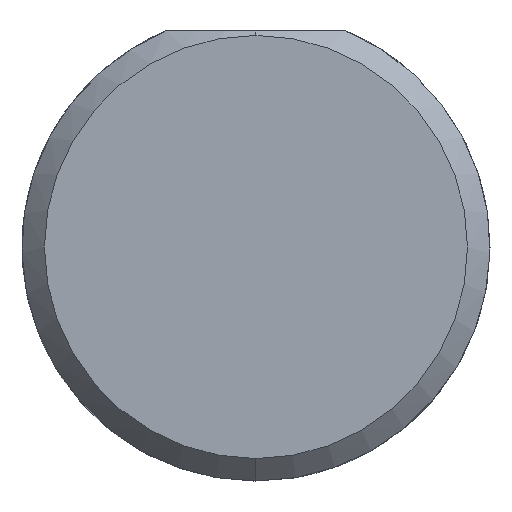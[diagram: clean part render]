
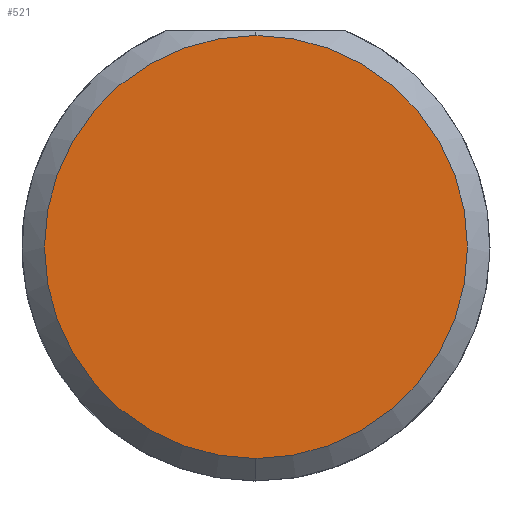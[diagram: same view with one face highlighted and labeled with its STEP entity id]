
A CAD part, left-side view. The second image highlights one B-rep face of the part: STEP entity #521.
In plain terms, the highlighted planar face has unit normal (-1, 0, 0).
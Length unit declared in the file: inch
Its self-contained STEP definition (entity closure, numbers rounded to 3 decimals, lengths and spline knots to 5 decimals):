
#10 = EDGE_CURVE ( 'NONE', #637, #297, #454, .T. ) ;
#23 = AXIS2_PLACEMENT_3D ( 'NONE', #294, #356, #687 ) ;
#82 = PLANE ( 'NONE',  #23 ) ;
#88 = EDGE_CURVE ( 'NONE', #297, #637, #177, .T. ) ;
#103 = EDGE_LOOP ( 'NONE', ( #380, #677 ) ) ;
#134 = CARTESIAN_POINT ( 'NONE',  ( 0., 0., 0. ) ) ;
#177 = CIRCLE ( 'NONE', #309, 0.1411 ) ;
#261 = CARTESIAN_POINT ( 'NONE',  ( 0., 0., -0.1411 ) ) ;
#294 = CARTESIAN_POINT ( 'NONE',  ( 0., 0., 0. ) ) ;
#297 = VERTEX_POINT ( 'NONE', #261 ) ;
#309 = AXIS2_PLACEMENT_3D ( 'NONE', #134, #701, #471 ) ;
#336 = AXIS2_PLACEMENT_3D ( 'NONE', #516, #401, #392 ) ;
#356 = DIRECTION ( 'NONE',  ( 1., 0., 0. ) ) ;
#380 = ORIENTED_EDGE ( 'NONE', *, *, #88, .T. ) ;
#392 = DIRECTION ( 'NONE',  ( 0., 0., -1. ) ) ;
#401 = DIRECTION ( 'NONE',  ( -1., 0., 0. ) ) ;
#454 = CIRCLE ( 'NONE', #336, 0.1411 ) ;
#471 = DIRECTION ( 'NONE',  ( 0., 0., -1. ) ) ;
#516 = CARTESIAN_POINT ( 'NONE',  ( 0., 0., 0. ) ) ;
#521 = ADVANCED_FACE ( 'NONE', ( #697 ), #82, .F. ) ;
#550 = CARTESIAN_POINT ( 'NONE',  ( 0., 0., 0.1411 ) ) ;
#637 = VERTEX_POINT ( 'NONE', #550 ) ;
#677 = ORIENTED_EDGE ( 'NONE', *, *, #10, .T. ) ;
#687 = DIRECTION ( 'NONE',  ( 0., 0., -1. ) ) ;
#697 = FACE_OUTER_BOUND ( 'NONE', #103, .T. ) ;
#701 = DIRECTION ( 'NONE',  ( -1., 0., 0. ) ) ;
